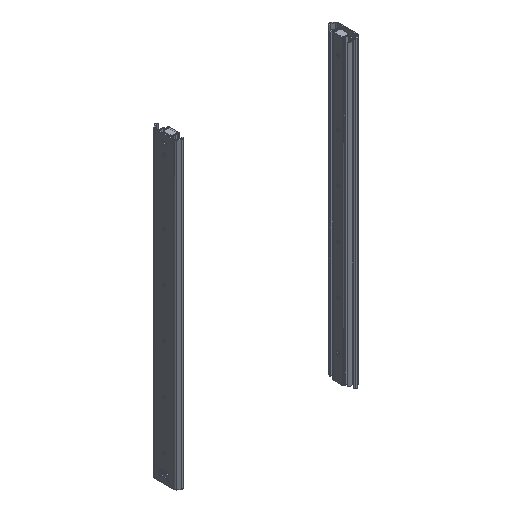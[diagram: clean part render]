
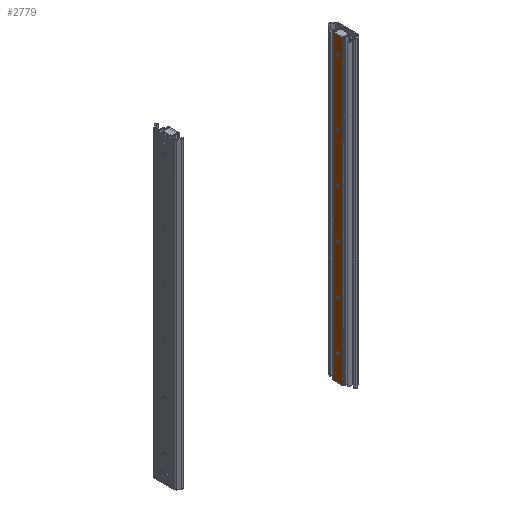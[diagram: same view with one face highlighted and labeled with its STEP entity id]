
A CAD part, isometric view. The second image highlights one B-rep face of the part: STEP entity #2779.
In plain terms, the highlighted face is planar.
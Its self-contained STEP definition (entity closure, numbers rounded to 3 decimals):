
#137=FACE_BOUND('',#492,.T.);
#138=FACE_BOUND('',#493,.T.);
#139=FACE_BOUND('',#494,.T.);
#140=FACE_BOUND('',#495,.T.);
#141=FACE_BOUND('',#496,.T.);
#142=FACE_BOUND('',#497,.T.);
#205=PLANE('',#3165);
#331=FACE_OUTER_BOUND('',#491,.T.);
#491=EDGE_LOOP('',(#2433,#2434,#2435,#2436));
#492=EDGE_LOOP('',(#2437));
#493=EDGE_LOOP('',(#2438));
#494=EDGE_LOOP('',(#2439));
#495=EDGE_LOOP('',(#2440));
#496=EDGE_LOOP('',(#2441));
#497=EDGE_LOOP('',(#2442));
#736=LINE('',#4782,#978);
#738=LINE('',#4808,#980);
#739=LINE('',#4810,#981);
#740=LINE('',#4811,#982);
#978=VECTOR('',#3898,10.);
#980=VECTOR('',#3910,10.);
#981=VECTOR('',#3911,10.);
#982=VECTOR('',#3912,10.);
#1090=CIRCLE('',#3125,2.9);
#1092=CIRCLE('',#3129,2.9);
#1094=CIRCLE('',#3133,2.9);
#1096=CIRCLE('',#3137,2.9);
#1098=CIRCLE('',#3141,2.9);
#1100=CIRCLE('',#3145,2.9);
#1328=VERTEX_POINT('',#4685);
#1330=VERTEX_POINT('',#4693);
#1332=VERTEX_POINT('',#4701);
#1334=VERTEX_POINT('',#4709);
#1336=VERTEX_POINT('',#4717);
#1338=VERTEX_POINT('',#4725);
#1352=VERTEX_POINT('',#4779);
#1353=VERTEX_POINT('',#4781);
#1359=VERTEX_POINT('',#4807);
#1360=VERTEX_POINT('',#4809);
#1675=EDGE_CURVE('',#1328,#1328,#1090,.T.);
#1679=EDGE_CURVE('',#1330,#1330,#1092,.T.);
#1683=EDGE_CURVE('',#1332,#1332,#1094,.T.);
#1687=EDGE_CURVE('',#1334,#1334,#1096,.T.);
#1691=EDGE_CURVE('',#1336,#1336,#1098,.T.);
#1695=EDGE_CURVE('',#1338,#1338,#1100,.T.);
#1717=EDGE_CURVE('',#1352,#1353,#736,.T.);
#1724=EDGE_CURVE('',#1352,#1359,#738,.T.);
#1725=EDGE_CURVE('',#1360,#1359,#739,.T.);
#1726=EDGE_CURVE('',#1360,#1353,#740,.T.);
#2433=ORIENTED_EDGE('',*,*,#1717,.F.);
#2434=ORIENTED_EDGE('',*,*,#1724,.T.);
#2435=ORIENTED_EDGE('',*,*,#1725,.F.);
#2436=ORIENTED_EDGE('',*,*,#1726,.T.);
#2437=ORIENTED_EDGE('',*,*,#1695,.T.);
#2438=ORIENTED_EDGE('',*,*,#1691,.T.);
#2439=ORIENTED_EDGE('',*,*,#1687,.T.);
#2440=ORIENTED_EDGE('',*,*,#1683,.T.);
#2441=ORIENTED_EDGE('',*,*,#1675,.T.);
#2442=ORIENTED_EDGE('',*,*,#1679,.T.);
#2779=ADVANCED_FACE('',(#331,#137,#138,#139,#140,#141,#142),#205,.T.);
#3125=AXIS2_PLACEMENT_3D('',#4686,#3804,#3805);
#3129=AXIS2_PLACEMENT_3D('',#4694,#3814,#3815);
#3133=AXIS2_PLACEMENT_3D('',#4702,#3824,#3825);
#3137=AXIS2_PLACEMENT_3D('',#4710,#3834,#3835);
#3141=AXIS2_PLACEMENT_3D('',#4718,#3844,#3845);
#3145=AXIS2_PLACEMENT_3D('',#4726,#3854,#3855);
#3165=AXIS2_PLACEMENT_3D('',#4806,#3908,#3909);
#3804=DIRECTION('center_axis',(-1.,0.,0.));
#3805=DIRECTION('ref_axis',(0.,0.,1.));
#3814=DIRECTION('center_axis',(-1.,0.,0.));
#3815=DIRECTION('ref_axis',(0.,0.,1.));
#3824=DIRECTION('center_axis',(-1.,0.,0.));
#3825=DIRECTION('ref_axis',(0.,0.,1.));
#3834=DIRECTION('center_axis',(-1.,0.,0.));
#3835=DIRECTION('ref_axis',(0.,0.,1.));
#3844=DIRECTION('center_axis',(-1.,0.,0.));
#3845=DIRECTION('ref_axis',(0.,0.,1.));
#3854=DIRECTION('center_axis',(-1.,0.,0.));
#3855=DIRECTION('ref_axis',(0.,0.,1.));
#3898=DIRECTION('',(0.,1.,0.));
#3908=DIRECTION('center_axis',(1.,0.,0.));
#3909=DIRECTION('ref_axis',(0.,-1.,0.));
#3910=DIRECTION('',(0.,0.,-1.));
#3911=DIRECTION('',(0.,-1.,0.));
#3912=DIRECTION('',(0.,0.,1.));
#4685=CARTESIAN_POINT('',(8.,0.,-37.9));
#4686=CARTESIAN_POINT('Origin',(8.,0.,-35.));
#4693=CARTESIAN_POINT('',(8.,0.,-165.9));
#4694=CARTESIAN_POINT('Origin',(8.,0.,-163.));
#4701=CARTESIAN_POINT('',(8.,0.,-261.9));
#4702=CARTESIAN_POINT('Origin',(8.,0.,-259.));
#4709=CARTESIAN_POINT('',(8.,0.,-357.9));
#4710=CARTESIAN_POINT('Origin',(8.,0.,-355.));
#4717=CARTESIAN_POINT('',(8.,0.,-453.9));
#4718=CARTESIAN_POINT('Origin',(8.,0.,-451.));
#4725=CARTESIAN_POINT('',(8.,0.,-549.9));
#4726=CARTESIAN_POINT('Origin',(8.,0.,-547.));
#4779=CARTESIAN_POINT('',(8.,-9.7,0.));
#4781=CARTESIAN_POINT('',(8.,9.7,0.));
#4782=CARTESIAN_POINT('',(8.,-11.283,0.));
#4806=CARTESIAN_POINT('Origin',(8.,11.283,0.));
#4807=CARTESIAN_POINT('',(8.,-9.7,-597.));
#4808=CARTESIAN_POINT('',(8.,-9.7,0.));
#4809=CARTESIAN_POINT('',(8.,9.7,-597.));
#4810=CARTESIAN_POINT('',(8.,-11.283,-597.));
#4811=CARTESIAN_POINT('',(8.,9.7,0.));
